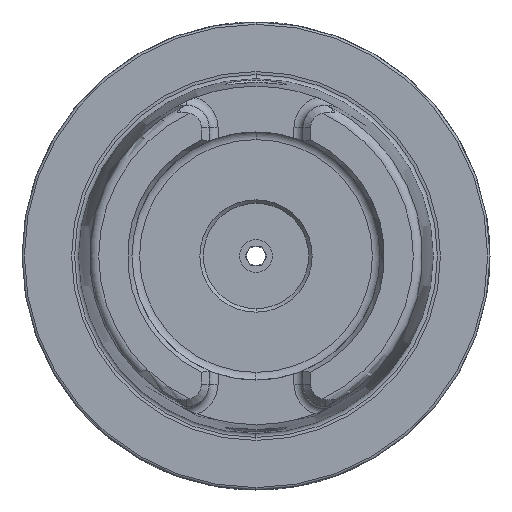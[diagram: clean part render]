
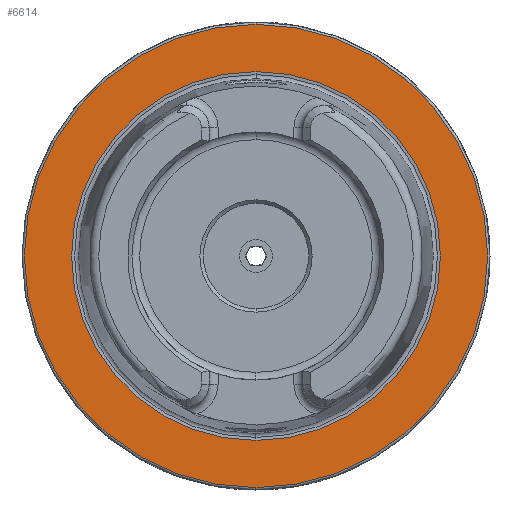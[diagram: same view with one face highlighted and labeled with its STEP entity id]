
A CAD part, left-side view. The second image highlights one B-rep face of the part: STEP entity #6614.
In plain terms, the highlighted planar face has unit normal (-1, 0, 0).
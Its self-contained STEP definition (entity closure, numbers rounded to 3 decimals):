
#2018 = CIRCLE ( 'NONE', #8468, 39.405 ) ;
#2021 = CIRCLE ( 'NONE', #8469, 49.5 ) ;
#2153 = CIRCLE ( 'NONE', #8518, 49.5 ) ;
#2155 = CIRCLE ( 'NONE', #8521, 39.405 ) ;
#3204 = CARTESIAN_POINT ( 'NONE',  ( 0., 0., 0. ) ) ;
#3205 = DIRECTION ( 'NONE',  ( -1., 0., 0. ) ) ;
#3206 = DIRECTION ( 'NONE',  ( 0., 0., 1. ) ) ;
#3209 = CARTESIAN_POINT ( 'NONE',  ( 0., 0., 0. ) ) ;
#3210 = DIRECTION ( 'NONE',  ( -1., 0., 0. ) ) ;
#3211 = DIRECTION ( 'NONE',  ( 0., 0., 1. ) ) ;
#3901 = CARTESIAN_POINT ( 'NONE',  ( 0., 0., 0. ) ) ;
#3902 = DIRECTION ( 'NONE',  ( -1., 0., 0. ) ) ;
#3903 = DIRECTION ( 'NONE',  ( 0., 0., 1. ) ) ;
#3911 = CARTESIAN_POINT ( 'NONE',  ( 0., 0., 0. ) ) ;
#3912 = DIRECTION ( 'NONE',  ( -1., 0., 0. ) ) ;
#3913 = DIRECTION ( 'NONE',  ( 0., 0., 1. ) ) ;
#5332 = ORIENTED_EDGE ( 'NONE', *, *, #7783, .F. ) ;
#5333 = ORIENTED_EDGE ( 'NONE', *, *, #7638, .F. ) ;
#5334 = ORIENTED_EDGE ( 'NONE', *, *, #7641, .T. ) ;
#5335 = ORIENTED_EDGE ( 'NONE', *, *, #7780, .T. ) ;
#5827 = VERTEX_POINT ( 'NONE', #8157 ) ;
#5832 = VERTEX_POINT ( 'NONE', #9544 ) ;
#5834 = VERTEX_POINT ( 'NONE', #9546 ) ;
#5835 = VERTEX_POINT ( 'NONE', #9547 ) ;
#6073 = EDGE_LOOP ( 'NONE', ( #5334, #5335 ) ) ;
#6075 = EDGE_LOOP ( 'NONE', ( #5332, #5333 ) ) ;
#6614 = ADVANCED_FACE ( 'NONE', ( #9540, #9538 ), #9884, .F. ) ;
#7638 = EDGE_CURVE ( 'NONE', #5827, #5832, #2018, .T. ) ;
#7641 = EDGE_CURVE ( 'NONE', #5834, #5835, #2021, .T. ) ;
#7780 = EDGE_CURVE ( 'NONE', #5835, #5834, #2153, .T. ) ;
#7783 = EDGE_CURVE ( 'NONE', #5832, #5827, #2155, .T. ) ;
#7938 = AXIS2_PLACEMENT_3D ( 'NONE', #9878, #9886, #9887 ) ;
#8157 = CARTESIAN_POINT ( 'NONE',  ( 0., 0., -39.405 ) ) ;
#8468 = AXIS2_PLACEMENT_3D ( 'NONE', #3204, #3205, #3206 ) ;
#8469 = AXIS2_PLACEMENT_3D ( 'NONE', #3209, #3210, #3211 ) ;
#8518 = AXIS2_PLACEMENT_3D ( 'NONE', #3901, #3902, #3903 ) ;
#8521 = AXIS2_PLACEMENT_3D ( 'NONE', #3911, #3912, #3913 ) ;
#9538 = FACE_OUTER_BOUND ( 'NONE', #6073, .T. ) ;
#9540 = FACE_BOUND ( 'NONE', #6075, .T. ) ;
#9544 = CARTESIAN_POINT ( 'NONE',  ( 0., 0., 39.405 ) ) ;
#9546 = CARTESIAN_POINT ( 'NONE',  ( 0., 0., 49.5 ) ) ;
#9547 = CARTESIAN_POINT ( 'NONE',  ( 0., 0., -49.5 ) ) ;
#9878 = CARTESIAN_POINT ( 'NONE',  ( 0., 49.5, 0. ) ) ;
#9884 = PLANE ( 'NONE',  #7938 ) ;
#9886 = DIRECTION ( 'NONE',  ( 1., 0., 0. ) ) ;
#9887 = DIRECTION ( 'NONE',  ( 0., 0., -1. ) ) ;
